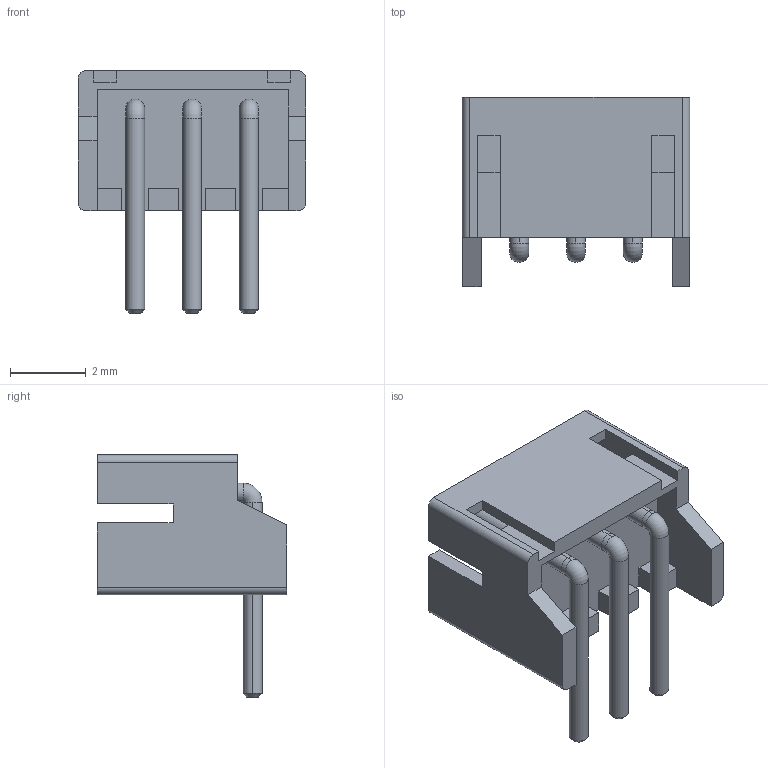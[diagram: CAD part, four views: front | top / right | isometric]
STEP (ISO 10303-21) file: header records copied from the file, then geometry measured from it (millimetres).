
FILE_DESCRIPTION (( 'STEP AP214' ), '1' );
FILE_NAME ('CONN-TH_S3B-ZR-LF-SN.step', '2022-08-02T19:09:12', ( '' ), ( '' ), 'SwSTEP 2.0', 'SolidWorks 2020', '' );
FILE_SCHEMA (( 'AUTOMOTIVE_DESIGN' ));
Length unit declared in the file: millimetre
Products named in the file (1): CONN-TH_S3B-ZR-LF-SN
Bounding box: 6 x 5 x 6.4 mm (x, y, z)
Volume: 45 mm3; surface area: 211.2 mm2
Topology: 14 solids, 14 shells, 385 faces, 1024 edges, 670 vertices
Faces by surface type: plane 230, bspline 112, cylinder 28, cone 12, torus 3
Entity records: 16275 total; most frequent: CARTESIAN_POINT 4178, ORIENTED_EDGE 2036, DIRECTION 1403, EDGE_CURVE 1018, LINE 725, VECTOR 725, VERTEX_POINT 670, EDGE_LOOP 410
